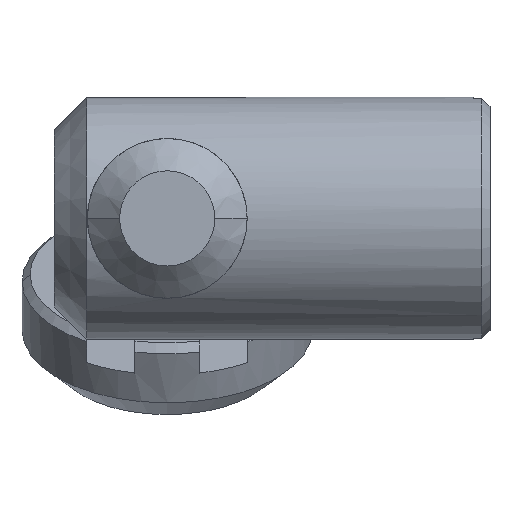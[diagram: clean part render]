
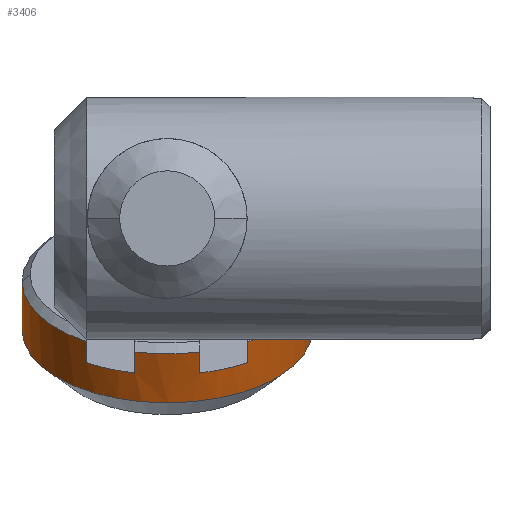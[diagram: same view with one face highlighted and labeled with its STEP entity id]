
A CAD part, front view. The second image highlights one B-rep face of the part: STEP entity #3406.
In plain terms, the highlighted cylindrical face has radius 9 mm (diameter 18 mm), a partial arc.
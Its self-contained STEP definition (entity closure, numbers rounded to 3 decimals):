
#202 = EDGE_CURVE ( 'NONE', #6768, #7692, #6262, .T. ) ;
#204 = EDGE_CURVE ( 'NONE', #7692, #6769, #6265, .T. ) ;
#208 = EDGE_CURVE ( 'NONE', #7698, #6775, #6273, .T. ) ;
#210 = EDGE_CURVE ( 'NONE', #7704, #6775, #6266, .T. ) ;
#224 = EDGE_CURVE ( 'NONE', #3230, #3214, #6294, .T. ) ;
#225 = EDGE_CURVE ( 'NONE', #7704, #7690, #6295, .T. ) ;
#235 = EDGE_CURVE ( 'NONE', #6769, #3230, #6306, .T. ) ;
#248 = EDGE_CURVE ( 'NONE', #6768, #7707, #6323, .T. ) ;
#256 = EDGE_CURVE ( 'NONE', #7713, #7698, #6330, .T. ) ;
#257 = EDGE_CURVE ( 'NONE', #3214, #7690, #6335, .T. ) ;
#260 = EDGE_CURVE ( 'NONE', #7713, #7706, #6338, .T. ) ;
#271 = AXIS2_PLACEMENT_3D ( 'NONE', #541, #542, #543 ) ;
#273 = AXIS2_PLACEMENT_3D ( 'NONE', #7508, #7509, #7510 ) ;
#287 = AXIS2_PLACEMENT_3D ( 'NONE', #4156, #4157, #4158 ) ;
#299 = AXIS2_PLACEMENT_3D ( 'NONE', #7246, #7247, #7248 ) ;
#300 = AXIS2_PLACEMENT_3D ( 'NONE', #7251, #7252, #7253 ) ;
#426 = CARTESIAN_POINT ( 'NONE',  ( -9.196, 20.179, -2.668 ) ) ;
#427 = DIRECTION ( 'NONE',  ( 0., 0.5, -0.866 ) ) ;
#434 = CARTESIAN_POINT ( 'NONE',  ( 8.804, 20.179, -2.668 ) ) ;
#435 = DIRECTION ( 'NONE',  ( 0., 0.5, -0.866 ) ) ;
#538 = CARTESIAN_POINT ( 'NONE',  ( -5.196, 14.699, -8.142 ) ) ;
#539 = CARTESIAN_POINT ( 'NONE',  ( 4.804, 14.699, -8.142 ) ) ;
#541 = CARTESIAN_POINT ( 'NONE',  ( -0.196, 21.179, -4.4 ) ) ;
#542 = DIRECTION ( 'NONE',  ( 0., 0.5, -0.866 ) ) ;
#543 = DIRECTION ( 'NONE',  ( -1., 0., 0. ) ) ;
#545 = DIRECTION ( 'NONE',  ( 0., -0.5, 0.866 ) ) ;
#549 = DIRECTION ( 'NONE',  ( 0., -0.5, 0.866 ) ) ;
#713 = DIRECTION ( 'NONE',  ( -1., 0., 0. ) ) ;
#718 = DIRECTION ( 'NONE',  ( 0., 0.5, -0.866 ) ) ;
#720 = CARTESIAN_POINT ( 'NONE',  ( -0.196, 20.179, -2.668 ) ) ;
#2110 = CIRCLE ( 'NONE', #4803, 9. ) ;
#2678 = CARTESIAN_POINT ( 'NONE',  ( -0.196, 20.429, -3.101 ) ) ;
#2679 = DIRECTION ( 'NONE',  ( 0., 0.5, -0.866 ) ) ;
#2680 = DIRECTION ( 'NONE',  ( 1., 0., 0. ) ) ;
#2995 = CARTESIAN_POINT ( 'NONE',  ( -2.196, 13.58, -8.788 ) ) ;
#2996 = CARTESIAN_POINT ( 'NONE',  ( -5.196, 13.949, -6.843 ) ) ;
#3002 = CARTESIAN_POINT ( 'NONE',  ( 4.804, 13.949, -6.843 ) ) ;
#3214 = VERTEX_POINT ( 'NONE', #5111 ) ;
#3230 = VERTEX_POINT ( 'NONE', #5125 ) ;
#3406 = ADVANCED_FACE ( 'NONE', ( #6606 ), #6596, .T. ) ;
#3986 = EDGE_CURVE ( 'NONE', #7706, #7707, #2110, .T. ) ;
#4059 = CARTESIAN_POINT ( 'NONE',  ( 8.804, 22.179, -6.133 ) ) ;
#4061 = CARTESIAN_POINT ( 'NONE',  ( -5.196, 14.699, -8.142 ) ) ;
#4067 = CARTESIAN_POINT ( 'NONE',  ( 4.804, 14.699, -8.142 ) ) ;
#4073 = CARTESIAN_POINT ( 'NONE',  ( 8.804, 20.429, -3.101 ) ) ;
#4075 = CARTESIAN_POINT ( 'NONE',  ( 1.804, 12.83, -7.489 ) ) ;
#4076 = CARTESIAN_POINT ( 'NONE',  ( -2.196, 12.83, -7.489 ) ) ;
#4082 = CARTESIAN_POINT ( 'NONE',  ( 1.804, 13.58, -8.788 ) ) ;
#4156 = CARTESIAN_POINT ( 'NONE',  ( -0.196, 20.429, -3.101 ) ) ;
#4157 = DIRECTION ( 'NONE',  ( 0., 0.5, -0.866 ) ) ;
#4158 = DIRECTION ( 'NONE',  ( 1., 0., 0. ) ) ;
#4634 = CARTESIAN_POINT ( 'NONE',  ( -2.196, 13.58, -8.788 ) ) ;
#4641 = DIRECTION ( 'NONE',  ( 0., -0.5, 0.866 ) ) ;
#4653 = AXIS2_PLACEMENT_3D ( 'NONE', #720, #718, #713 ) ;
#4803 = AXIS2_PLACEMENT_3D ( 'NONE', #2678, #2679, #2680 ) ;
#5111 = CARTESIAN_POINT ( 'NONE',  ( -9.196, 22.179, -6.133 ) ) ;
#5125 = CARTESIAN_POINT ( 'NONE',  ( -9.196, 20.429, -3.101 ) ) ;
#5846 = ORIENTED_EDGE ( 'NONE', *, *, #260, .T. ) ;
#5847 = ORIENTED_EDGE ( 'NONE', *, *, #248, .F. ) ;
#5852 = ORIENTED_EDGE ( 'NONE', *, *, #235, .T. ) ;
#5869 = ORIENTED_EDGE ( 'NONE', *, *, #202, .T. ) ;
#5871 = ORIENTED_EDGE ( 'NONE', *, *, #256, .F. ) ;
#5872 = ORIENTED_EDGE ( 'NONE', *, *, #204, .T. ) ;
#5874 = ORIENTED_EDGE ( 'NONE', *, *, #3986, .T. ) ;
#6092 = ORIENTED_EDGE ( 'NONE', *, *, #225, .F. ) ;
#6093 = ORIENTED_EDGE ( 'NONE', *, *, #210, .T. ) ;
#6101 = ORIENTED_EDGE ( 'NONE', *, *, #224, .T. ) ;
#6102 = ORIENTED_EDGE ( 'NONE', *, *, #257, .T. ) ;
#6109 = ORIENTED_EDGE ( 'NONE', *, *, #208, .F. ) ;
#6154 = EDGE_LOOP ( 'NONE', ( #6092, #6093, #6109, #5871, #5846, #5874, #5847, #5869, #5872, #5852, #6101, #6102 ) ) ;
#6262 = CIRCLE ( 'NONE', #271, 9. ) ;
#6265 = LINE ( 'NONE', #538, #6269 ) ;
#6266 = CIRCLE ( 'NONE', #273, 9. ) ;
#6269 = VECTOR ( 'NONE', #545, 1000. ) ;
#6273 = LINE ( 'NONE', #539, #6274 ) ;
#6274 = VECTOR ( 'NONE', #549, 1000. ) ;
#6294 = LINE ( 'NONE', #426, #6296 ) ;
#6295 = LINE ( 'NONE', #434, #6298 ) ;
#6296 = VECTOR ( 'NONE', #427, 1000. ) ;
#6298 = VECTOR ( 'NONE', #435, 1000. ) ;
#6306 = CIRCLE ( 'NONE', #287, 9. ) ;
#6323 = LINE ( 'NONE', #4634, #6325 ) ;
#6325 = VECTOR ( 'NONE', #4641, 1000. ) ;
#6330 = CIRCLE ( 'NONE', #299, 9. ) ;
#6335 = CIRCLE ( 'NONE', #300, 9. ) ;
#6338 = LINE ( 'NONE', #7257, #6341 ) ;
#6341 = VECTOR ( 'NONE', #7258, 1000. ) ;
#6596 = CYLINDRICAL_SURFACE ( 'NONE', #4653, 9. ) ;
#6606 = FACE_OUTER_BOUND ( 'NONE', #6154, .T. ) ;
#6768 = VERTEX_POINT ( 'NONE', #2995 ) ;
#6769 = VERTEX_POINT ( 'NONE', #2996 ) ;
#6775 = VERTEX_POINT ( 'NONE', #3002 ) ;
#7246 = CARTESIAN_POINT ( 'NONE',  ( -0.196, 21.179, -4.4 ) ) ;
#7247 = DIRECTION ( 'NONE',  ( 0., -0.5, 0.866 ) ) ;
#7248 = DIRECTION ( 'NONE',  ( 1., 0., 0. ) ) ;
#7251 = CARTESIAN_POINT ( 'NONE',  ( -0.196, 22.179, -6.133 ) ) ;
#7252 = DIRECTION ( 'NONE',  ( 0., -0.5, 0.866 ) ) ;
#7253 = DIRECTION ( 'NONE',  ( 1., 0., 0. ) ) ;
#7257 = CARTESIAN_POINT ( 'NONE',  ( 1.804, 13.58, -8.788 ) ) ;
#7258 = DIRECTION ( 'NONE',  ( 0., -0.5, 0.866 ) ) ;
#7508 = CARTESIAN_POINT ( 'NONE',  ( -0.196, 20.429, -3.101 ) ) ;
#7509 = DIRECTION ( 'NONE',  ( 0., 0.5, -0.866 ) ) ;
#7510 = DIRECTION ( 'NONE',  ( 1., 0., 0. ) ) ;
#7690 = VERTEX_POINT ( 'NONE', #4059 ) ;
#7692 = VERTEX_POINT ( 'NONE', #4061 ) ;
#7698 = VERTEX_POINT ( 'NONE', #4067 ) ;
#7704 = VERTEX_POINT ( 'NONE', #4073 ) ;
#7706 = VERTEX_POINT ( 'NONE', #4075 ) ;
#7707 = VERTEX_POINT ( 'NONE', #4076 ) ;
#7713 = VERTEX_POINT ( 'NONE', #4082 ) ;
